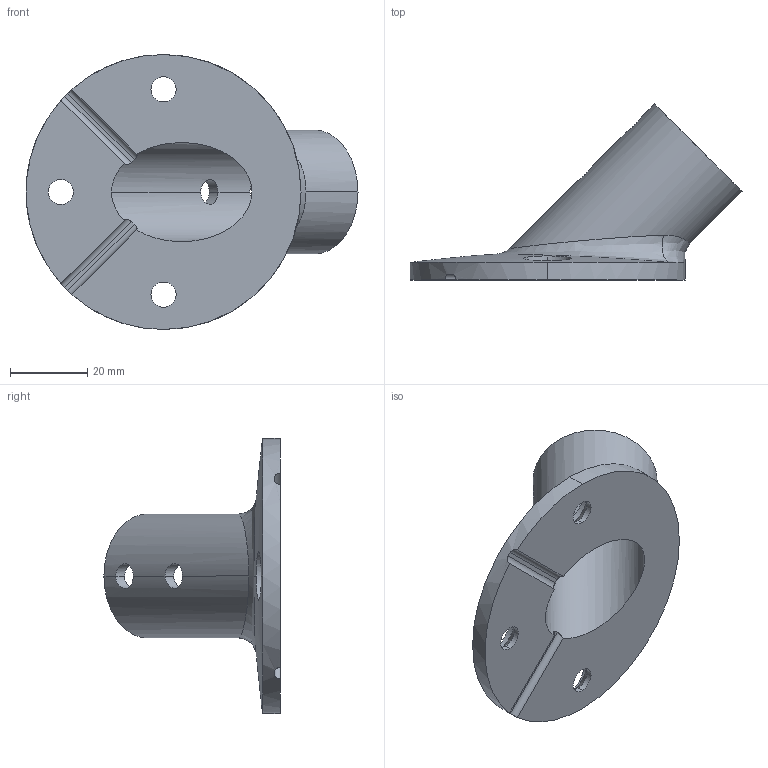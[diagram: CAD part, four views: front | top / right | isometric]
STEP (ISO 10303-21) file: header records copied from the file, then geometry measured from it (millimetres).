
FILE_DESCRIPTION (( 'STEP AP203' ), '1' );
FILE_NAME ('sone3D.STEP', '2014-07-23T06:42:28', ( '' ), ( '' ), 'SwSTEP 2.0', 'SolidWorks 2012', '' );
FILE_SCHEMA (( 'CONFIG_CONTROL_DESIGN' ));
Length unit declared in the file: millimetre
Products named in the file (1): sone3D
Bounding box: 85.7 x 45.5 x 71 mm (x, y, z)
Volume: 28453.2 mm3; surface area: 15229.5 mm2
Topology: 1 solids, 1 shells, 41 faces, 113 edges, 68 vertices
Faces by surface type: cylinder 26, cone 6, plane 5, sphere 2, bspline 2
Entity records: 2473 total; most frequent: CARTESIAN_POINT 1393, ORIENTED_EDGE 226, DIRECTION 194, EDGE_CURVE 113, AXIS2_PLACEMENT_3D 77, VERTEX_POINT 68, EDGE_LOOP 47, ADVANCED_FACE 41
